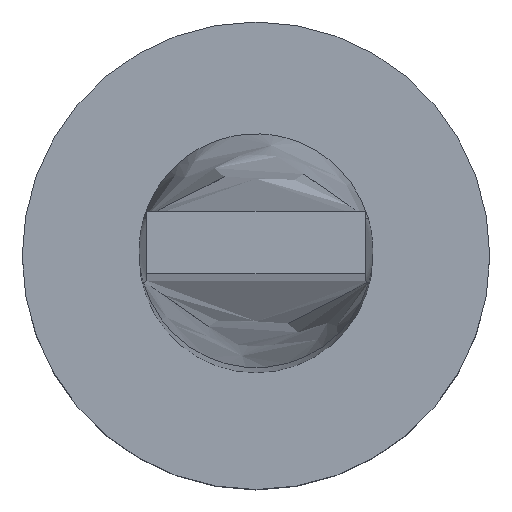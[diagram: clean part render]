
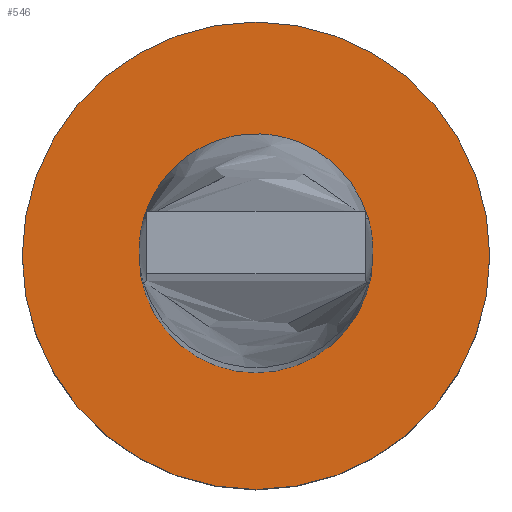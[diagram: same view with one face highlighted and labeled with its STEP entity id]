
A CAD part, top view. The second image highlights one B-rep face of the part: STEP entity #546.
In plain terms, the highlighted planar face has unit normal (0, 0, 1).
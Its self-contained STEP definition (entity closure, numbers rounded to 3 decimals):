
#6 = DIRECTION ( 'NONE',  ( 0., 0., 1. ) ) ;
#52 = PLANE ( 'NONE',  #340 ) ;
#55 = DIRECTION ( 'NONE',  ( 1., 0., 0. ) ) ;
#56 = CARTESIAN_POINT ( 'NONE',  ( -3., 0., 3. ) ) ;
#86 = VERTEX_POINT ( 'NONE', #56 ) ;
#87 = CARTESIAN_POINT ( 'NONE',  ( 0., 0., 3. ) ) ;
#91 = CIRCLE ( 'NONE', #240, 1.5 ) ;
#96 = DIRECTION ( 'NONE',  ( 1., 0., 0. ) ) ;
#135 = VERTEX_POINT ( 'NONE', #498 ) ;
#171 = EDGE_LOOP ( 'NONE', ( #217, #403 ) ) ;
#178 = CARTESIAN_POINT ( 'NONE',  ( 1.5, 0., 3. ) ) ;
#184 = DIRECTION ( 'NONE',  ( 0., 0., 1. ) ) ;
#187 = AXIS2_PLACEMENT_3D ( 'NONE', #281, #459, #55 ) ;
#217 = ORIENTED_EDGE ( 'NONE', *, *, #360, .F. ) ;
#229 = CARTESIAN_POINT ( 'NONE',  ( -1.5, 0., 3. ) ) ;
#240 = AXIS2_PLACEMENT_3D ( 'NONE', #87, #6, #315 ) ;
#241 = AXIS2_PLACEMENT_3D ( 'NONE', #579, #184, #411 ) ;
#275 = FACE_BOUND ( 'NONE', #171, .T. ) ;
#281 = CARTESIAN_POINT ( 'NONE',  ( 0., 0., 3. ) ) ;
#294 = CIRCLE ( 'NONE', #187, 1.5 ) ;
#315 = DIRECTION ( 'NONE',  ( 1., 0., 0. ) ) ;
#326 = DIRECTION ( 'NONE',  ( 1., 0., 0. ) ) ;
#340 = AXIS2_PLACEMENT_3D ( 'NONE', #417, #420, #96 ) ;
#348 = CIRCLE ( 'NONE', #431, 3. ) ;
#349 = ORIENTED_EDGE ( 'NONE', *, *, #486, .T. ) ;
#360 = EDGE_CURVE ( 'NONE', #472, #445, #294, .T. ) ;
#378 = CIRCLE ( 'NONE', #241, 3. ) ;
#403 = ORIENTED_EDGE ( 'NONE', *, *, #524, .F. ) ;
#405 = EDGE_LOOP ( 'NONE', ( #349, #489 ) ) ;
#411 = DIRECTION ( 'NONE',  ( 1., 0., 0. ) ) ;
#417 = CARTESIAN_POINT ( 'NONE',  ( 0., 0., 3. ) ) ;
#420 = DIRECTION ( 'NONE',  ( 0., 0., 1. ) ) ;
#431 = AXIS2_PLACEMENT_3D ( 'NONE', #502, #458, #326 ) ;
#445 = VERTEX_POINT ( 'NONE', #178 ) ;
#455 = FACE_OUTER_BOUND ( 'NONE', #405, .T. ) ;
#458 = DIRECTION ( 'NONE',  ( 0., 0., 1. ) ) ;
#459 = DIRECTION ( 'NONE',  ( 0., 0., 1. ) ) ;
#472 = VERTEX_POINT ( 'NONE', #229 ) ;
#486 = EDGE_CURVE ( 'NONE', #86, #135, #378, .T. ) ;
#489 = ORIENTED_EDGE ( 'NONE', *, *, #540, .T. ) ;
#498 = CARTESIAN_POINT ( 'NONE',  ( 3., 0., 3. ) ) ;
#502 = CARTESIAN_POINT ( 'NONE',  ( 0., 0., 3. ) ) ;
#524 = EDGE_CURVE ( 'NONE', #445, #472, #91, .T. ) ;
#540 = EDGE_CURVE ( 'NONE', #135, #86, #348, .T. ) ;
#546 = ADVANCED_FACE ( 'NONE', ( #275, #455 ), #52, .T. ) ;
#579 = CARTESIAN_POINT ( 'NONE',  ( 0., 0., 3. ) ) ;
